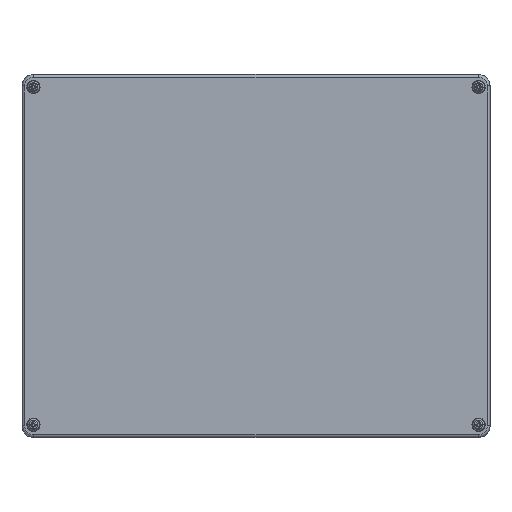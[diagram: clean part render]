
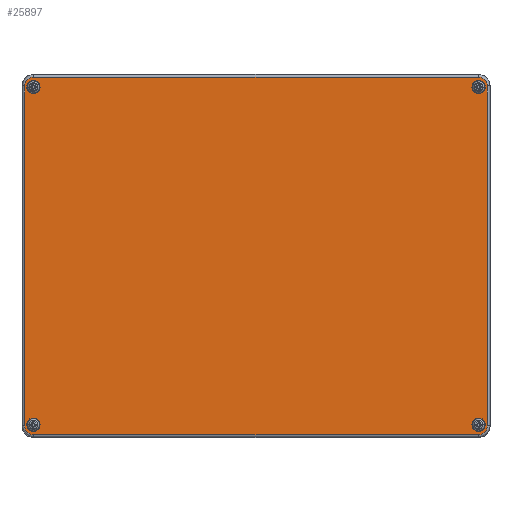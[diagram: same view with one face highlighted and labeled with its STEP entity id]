
A CAD part, top view. The second image highlights one B-rep face of the part: STEP entity #25897.
In plain terms, the highlighted face is planar.
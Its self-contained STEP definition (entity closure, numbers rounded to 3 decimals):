
#1234=CIRCLE('',#27727,5.795);
#1236=CIRCLE('',#27730,7.668);
#1237=CIRCLE('',#27731,7.668);
#1238=CIRCLE('',#27732,7.668);
#1239=CIRCLE('',#27733,7.668);
#1240=CIRCLE('',#27734,5.795);
#1241=CIRCLE('',#27735,5.795);
#1242=CIRCLE('',#27736,5.795);
#3043=FACE_BOUND('',#5922,.T.);
#3044=FACE_BOUND('',#5923,.T.);
#3045=FACE_BOUND('',#5924,.T.);
#3046=FACE_BOUND('',#5925,.T.);
#4260=FACE_OUTER_BOUND('',#5921,.T.);
#5921=EDGE_LOOP('',(#22628,#22629,#22630,#22631,#22632,#22633,#22634,#22635));
#5922=EDGE_LOOP('',(#22636));
#5923=EDGE_LOOP('',(#22637));
#5924=EDGE_LOOP('',(#22638));
#5925=EDGE_LOOP('',(#22639));
#7995=LINE('',#50355,#9955);
#7996=LINE('',#50359,#9956);
#7997=LINE('',#50363,#9957);
#7998=LINE('',#50366,#9958);
#9955=VECTOR('',#33000,10.);
#9956=VECTOR('',#33003,10.);
#9957=VECTOR('',#33006,10.);
#9958=VECTOR('',#33009,10.);
#12212=VERTEX_POINT('',#50347);
#12213=VERTEX_POINT('',#50351);
#12214=VERTEX_POINT('',#50352);
#12215=VERTEX_POINT('',#50354);
#12216=VERTEX_POINT('',#50356);
#12217=VERTEX_POINT('',#50358);
#12218=VERTEX_POINT('',#50360);
#12219=VERTEX_POINT('',#50362);
#12220=VERTEX_POINT('',#50364);
#12221=VERTEX_POINT('',#50367);
#12222=VERTEX_POINT('',#50369);
#12223=VERTEX_POINT('',#50371);
#15740=EDGE_CURVE('',#12212,#12212,#1234,.T.);
#15742=EDGE_CURVE('',#12213,#12214,#1236,.T.);
#15743=EDGE_CURVE('',#12215,#12213,#7995,.T.);
#15744=EDGE_CURVE('',#12216,#12215,#1237,.T.);
#15745=EDGE_CURVE('',#12217,#12216,#7996,.T.);
#15746=EDGE_CURVE('',#12218,#12217,#1238,.T.);
#15747=EDGE_CURVE('',#12219,#12218,#7997,.T.);
#15748=EDGE_CURVE('',#12220,#12219,#1239,.T.);
#15749=EDGE_CURVE('',#12214,#12220,#7998,.T.);
#15750=EDGE_CURVE('',#12221,#12221,#1240,.T.);
#15751=EDGE_CURVE('',#12222,#12222,#1241,.T.);
#15752=EDGE_CURVE('',#12223,#12223,#1242,.T.);
#22628=ORIENTED_EDGE('',*,*,#15742,.F.);
#22629=ORIENTED_EDGE('',*,*,#15743,.F.);
#22630=ORIENTED_EDGE('',*,*,#15744,.F.);
#22631=ORIENTED_EDGE('',*,*,#15745,.F.);
#22632=ORIENTED_EDGE('',*,*,#15746,.F.);
#22633=ORIENTED_EDGE('',*,*,#15747,.F.);
#22634=ORIENTED_EDGE('',*,*,#15748,.F.);
#22635=ORIENTED_EDGE('',*,*,#15749,.F.);
#22636=ORIENTED_EDGE('',*,*,#15750,.F.);
#22637=ORIENTED_EDGE('',*,*,#15751,.F.);
#22638=ORIENTED_EDGE('',*,*,#15752,.F.);
#22639=ORIENTED_EDGE('',*,*,#15740,.F.);
#24634=PLANE('',#27729);
#25897=ADVANCED_FACE('',(#4260,#3043,#3044,#3045,#3046),#24634,.F.);
#27727=AXIS2_PLACEMENT_3D('',#50348,#32992,#32993);
#27729=AXIS2_PLACEMENT_3D('',#50350,#32996,#32997);
#27730=AXIS2_PLACEMENT_3D('',#50353,#32998,#32999);
#27731=AXIS2_PLACEMENT_3D('',#50357,#33001,#33002);
#27732=AXIS2_PLACEMENT_3D('',#50361,#33004,#33005);
#27733=AXIS2_PLACEMENT_3D('',#50365,#33007,#33008);
#27734=AXIS2_PLACEMENT_3D('',#50368,#33010,#33011);
#27735=AXIS2_PLACEMENT_3D('',#50370,#33012,#33013);
#27736=AXIS2_PLACEMENT_3D('',#50372,#33014,#33015);
#32992=DIRECTION('center_axis',(0.,0.,-1.));
#32993=DIRECTION('ref_axis',(1.,0.,0.));
#32996=DIRECTION('center_axis',(0.,0.,1.));
#32997=DIRECTION('ref_axis',(1.,0.,0.));
#32998=DIRECTION('center_axis',(0.,0.,1.));
#32999=DIRECTION('ref_axis',(-0.707,-0.707,0.));
#33000=DIRECTION('',(0.,-1.,0.));
#33001=DIRECTION('center_axis',(0.,0.,1.));
#33002=DIRECTION('ref_axis',(-0.707,0.707,0.));
#33003=DIRECTION('',(-1.,0.,0.));
#33004=DIRECTION('center_axis',(0.,0.,1.));
#33005=DIRECTION('ref_axis',(0.707,0.707,0.));
#33006=DIRECTION('',(0.,1.,0.));
#33007=DIRECTION('center_axis',(0.,0.,1.));
#33008=DIRECTION('ref_axis',(0.707,-0.707,0.));
#33009=DIRECTION('',(1.,0.,0.));
#33010=DIRECTION('center_axis',(0.,0.,-1.));
#33011=DIRECTION('ref_axis',(1.,0.,0.));
#33012=DIRECTION('center_axis',(0.,0.,-1.));
#33013=DIRECTION('ref_axis',(1.,0.,0.));
#33014=DIRECTION('center_axis',(0.,0.,-1.));
#33015=DIRECTION('ref_axis',(1.,0.,0.));
#50347=CARTESIAN_POINT('',(-197.045,-145.,-21.));
#50348=CARTESIAN_POINT('Origin',(-191.25,-145.,-21.));
#50350=CARTESIAN_POINT('Origin',(0.,0.,-21.));
#50351=CARTESIAN_POINT('',(-198.668,-146.,-21.));
#50352=CARTESIAN_POINT('',(-191.,-153.668,-21.));
#50353=CARTESIAN_POINT('Origin',(-191.,-146.,-21.));
#50354=CARTESIAN_POINT('',(-198.668,146.,-21.));
#50355=CARTESIAN_POINT('',(-198.668,73.,-21.));
#50356=CARTESIAN_POINT('',(-191.,153.668,-21.));
#50357=CARTESIAN_POINT('Origin',(-191.,146.,-21.));
#50358=CARTESIAN_POINT('',(191.,153.668,-21.));
#50359=CARTESIAN_POINT('',(95.5,153.668,-21.));
#50360=CARTESIAN_POINT('',(198.668,146.,-21.));
#50361=CARTESIAN_POINT('Origin',(191.,146.,-21.));
#50362=CARTESIAN_POINT('',(198.668,-146.,-21.));
#50363=CARTESIAN_POINT('',(198.668,-73.,-21.));
#50364=CARTESIAN_POINT('',(191.,-153.668,-21.));
#50365=CARTESIAN_POINT('Origin',(191.,-146.,-21.));
#50366=CARTESIAN_POINT('',(-95.5,-153.668,-21.));
#50367=CARTESIAN_POINT('',(185.455,-145.,-21.));
#50368=CARTESIAN_POINT('Origin',(191.25,-145.,-21.));
#50369=CARTESIAN_POINT('',(-197.045,145.,-21.));
#50370=CARTESIAN_POINT('Origin',(-191.25,145.,-21.));
#50371=CARTESIAN_POINT('',(185.455,145.,-21.));
#50372=CARTESIAN_POINT('Origin',(191.25,145.,-21.));
